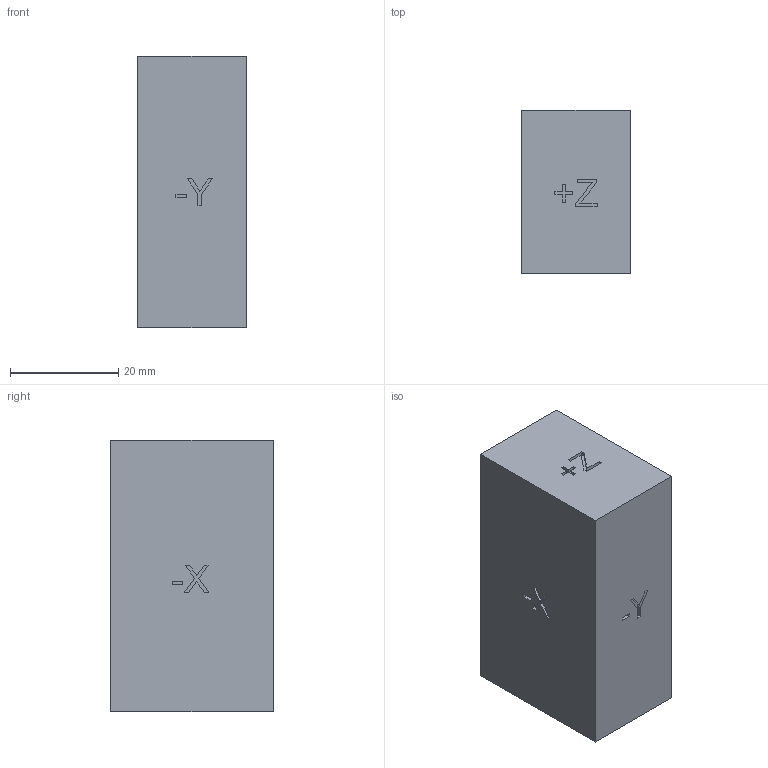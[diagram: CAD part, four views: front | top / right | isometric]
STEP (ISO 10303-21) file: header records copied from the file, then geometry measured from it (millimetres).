
FILE_DESCRIPTION(/* description */ (''),/* implementation_level */ '2;1');
FILE_NAME(/* name */ 'Z',/* time_stamp */ '2021-04-09T10:30:00-07:00',/* author */ (''),/* organization */ (''),/* preprocessor_version */ 'ST-DEVELOPER v16.5',/* originating_system */ '',/* authorisation */ '');
FILE_SCHEMA (('AUTOMOTIVE_DESIGN_CC2'));
Length unit declared in the file: millimetre
Products named in the file (1): Document
Bounding box: 20 x 30 x 50 mm (x, y, z)
Volume: 29959.1 mm3; surface area: 6346 mm2
Topology: 1 solids, 1 shells, 144 faces, 390 edges, 260 vertices
Faces by surface type: plane 130, bspline 14
Entity records: 3989 total; most frequent: CARTESIAN_POINT 1284, ORIENTED_EDGE 780, EDGE_CURVE 390, B_SPLINE_CURVE_WITH_KNOTS 390, VERTEX_POINT 260, EDGE_LOOP 156, ADVANCED_FACE 144, FACE_OUTER_BOUND 144
